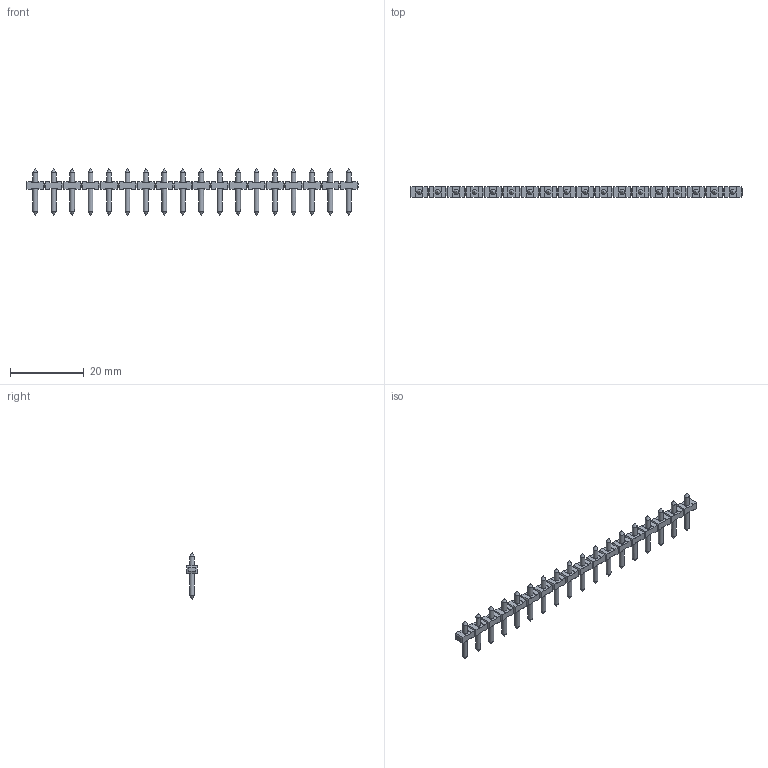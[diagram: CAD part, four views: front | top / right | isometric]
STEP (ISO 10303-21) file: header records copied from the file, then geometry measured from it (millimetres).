
FILE_DESCRIPTION(('STEP AP214'),'1');
FILE_NAME('PVS18-5.stp','2018-11-21T09:02:40',(' '),(' '),'Spatial InterOp 3D',' ',' ');
FILE_SCHEMA(('AUTOMOTIVE_DESIGN { 1 0 10303 214 1 1 1 1 }'));
Length unit declared in the file: metre
Products named in the file (1): 1
Bounding box: 90 x 2.8 x 12.5 mm (x, y, z)
Volume: 673.6 mm3; surface area: 1639.8 mm2
Topology: 1 solids, 1 shells, 434 faces, 1102 edges, 670 vertices
Faces by surface type: plane 362, cone 36, cylinder 36
Full cylindrical faces by diameter (mm): 1.3 x36
Entity records: 15069 total; most frequent: CARTESIAN_POINT 1991, DIRECTION 1882, ORIENTED_EDGE 1880, EDGE_CURVE 940, LINE 868, VECTOR 868, VERTEX_POINT 616, AXIS2_PLACEMENT_3D 507
